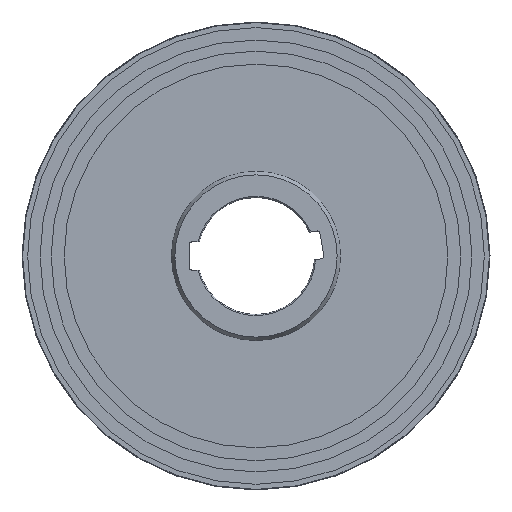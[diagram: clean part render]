
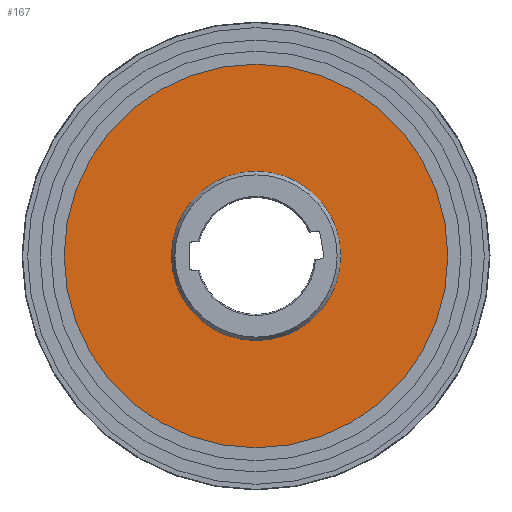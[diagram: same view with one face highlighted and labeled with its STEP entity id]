
A CAD part, top view. The second image highlights one B-rep face of the part: STEP entity #167.
In plain terms, the highlighted planar face has unit normal (0, 0, 1).
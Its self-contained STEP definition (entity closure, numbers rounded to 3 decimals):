
#32=PLANE('',#716);
#167=ADVANCED_FACE('',(#271,#272),#32,.F.);
#271=FACE_BOUND('',#326,.T.);
#272=FACE_BOUND('',#327,.T.);
#326=EDGE_LOOP('',(#410));
#327=EDGE_LOOP('',(#411));
#410=ORIENTED_EDGE('',*,*,#599,.F.);
#411=ORIENTED_EDGE('',*,*,#598,.T.);
#540=VERTEX_POINT('',#1099);
#541=VERTEX_POINT('',#1102);
#598=EDGE_CURVE('',#540,#540,#664,.T.);
#599=EDGE_CURVE('',#541,#541,#665,.T.);
#664=CIRCLE('',#713,36.173);
#665=CIRCLE('',#715,82.);
#713=AXIS2_PLACEMENT_3D('',#1098,#839,#840);
#715=AXIS2_PLACEMENT_3D('',#1101,#843,#844);
#716=AXIS2_PLACEMENT_3D('',#1103,#845,#846);
#839=DIRECTION('',(0.,0.,-1.));
#840=DIRECTION('',(0.,-1.,0.));
#843=DIRECTION('',(0.,0.,-1.));
#844=DIRECTION('',(0.,-1.,0.));
#845=DIRECTION('',(0.,0.,-1.));
#846=DIRECTION('',(0.,-1.,0.));
#1098=CARTESIAN_POINT('',(0.,0.,3.4));
#1099=CARTESIAN_POINT('',(0.,-36.173,3.4));
#1101=CARTESIAN_POINT('',(0.,0.,3.4));
#1102=CARTESIAN_POINT('',(0.,-82.,3.4));
#1103=CARTESIAN_POINT('',(-36.173,0.,3.4));
